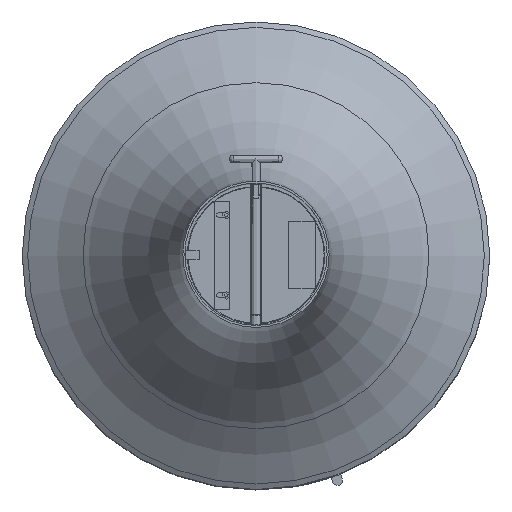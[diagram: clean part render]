
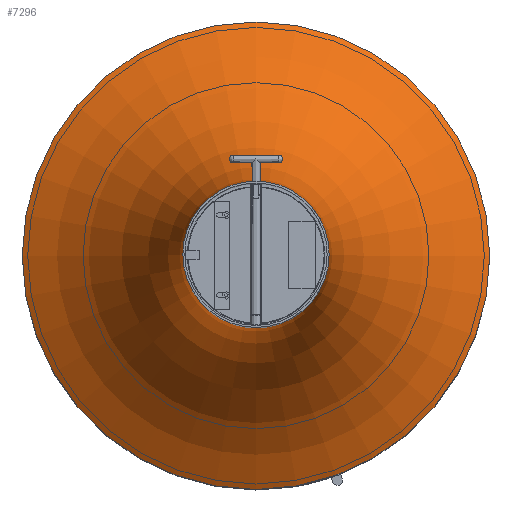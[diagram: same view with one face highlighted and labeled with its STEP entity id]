
A CAD part, top view. The second image highlights one B-rep face of the part: STEP entity #7296.
In plain terms, the highlighted toroidal (fillet/blend) face has major radius 535.25 mm and minor radius 427.25 mm.
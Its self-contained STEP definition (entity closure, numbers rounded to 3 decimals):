
#7296=ADVANCED_FACE('',(#17005,#17006),#17007,.F.);
#17005=FACE_OUTER_BOUND('',#30672,.T.);
#17006=FACE_OUTER_BOUND('',#30673,.T.);
#17007=TOROIDAL_SURFACE('',#30674,535.25,427.25);
#30672=EDGE_LOOP('',(#135379));
#30673=EDGE_LOOP('',(#135380));
#30674=AXIS2_PLACEMENT_3D('',#135381,#135382,#135383);
#135379=ORIENTED_EDGE('',*,*,#169085,.T.);
#135380=ORIENTED_EDGE('',*,*,#169086,.F.);
#135381=CARTESIAN_POINT('',(2466.094,4367.208,-1162.5));
#135382=DIRECTION('',(0.0,0.0,1.0));
#135383=DIRECTION('',(1.0,0.,0.0));
#169085=EDGE_CURVE('',#183875,#183875,#183876,.T.);
#169086=EDGE_CURVE('',#183877,#183877,#183878,.T.);
#183875=VERTEX_POINT('',#205097);
#183876=CIRCLE('',#205098,350.0);
#183877=VERTEX_POINT('',#205099);
#183878=CIRCLE('',#205100,108.0);
#205097=CARTESIAN_POINT('',(2116.094,4367.208,-1547.5));
#205098=AXIS2_PLACEMENT_3D('',#254977,#254978,#254979);
#205099=CARTESIAN_POINT('',(2358.094,4367.208,-1162.5));
#205100=AXIS2_PLACEMENT_3D('',#254980,#254981,#254982);
#254977=CARTESIAN_POINT('',(2466.094,4367.208,-1547.5));
#254978=DIRECTION('',(0.0,0.0,1.0));
#254979=DIRECTION('',(-1.0,0.,0.0));
#254980=CARTESIAN_POINT('',(2466.094,4367.208,-1162.5));
#254981=DIRECTION('',(0.0,0.0,1.0));
#254982=DIRECTION('',(-1.0,0.,0.0));
